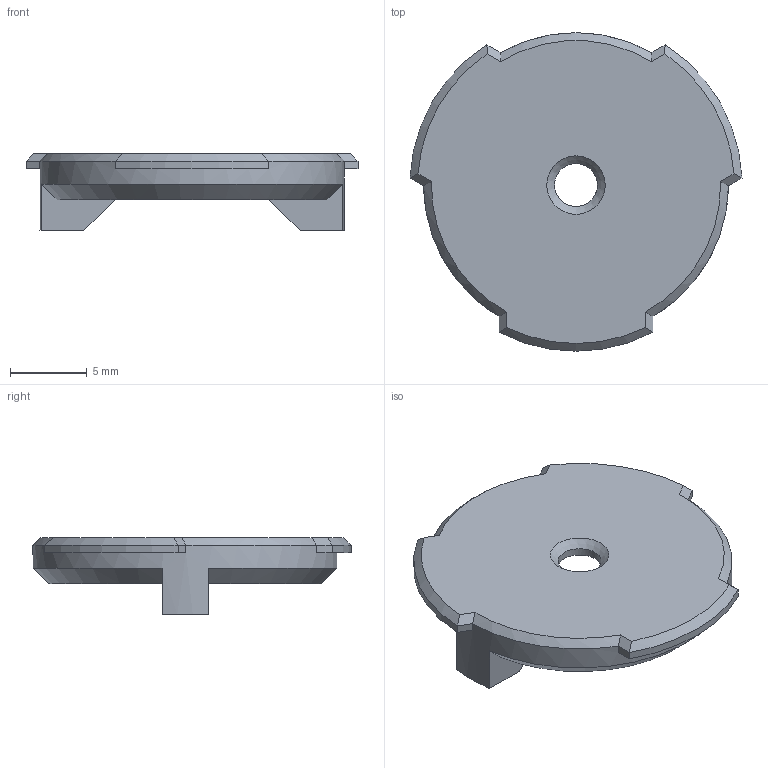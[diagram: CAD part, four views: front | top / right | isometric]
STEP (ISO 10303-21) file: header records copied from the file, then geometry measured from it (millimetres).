
FILE_DESCRIPTION(/* description */ (''),/* implementation_level */ '2;1');
FILE_NAME(/* name */ 'kodakFunsaver_lensLock',/* time_stamp */ '2023-12-09T15:28:42-05:00',/* author */ ('George Moua'),/* organization */ ('Archive 663'),/* preprocessor_version */ 'ST-DEVELOPER v16.7',/* originating_system */ 'Solid Edge',/* authorisation */ 'Unknown');
FILE_SCHEMA (('AUTOMOTIVE_DESIGN {1 0 10303 214 3 1 1}'));
Length unit declared in the file: millimetre
Products named in the file (2): kodakFunsaver; kodakFunsaver_lensLock
Assembly tree (1 placements, depth 2):
  kodakFunsaver
    kodakFunsaver_lensLock
Bounding box: 21.58 x 20.7 x 5 mm (x, y, z)
Volume: 832 mm3; surface area: 868.1 mm2
Topology: 1 solids, 1 shells, 41 faces, 106 edges, 66 vertices
Faces by surface type: plane 24, cone 11, cylinder 5, bspline 1
Full cylindrical faces by diameter (mm): 2.8 x1, 19.8 x1
Entity records: 1348 total; most frequent: CARTESIAN_POINT 372, ORIENTED_EDGE 198, DIRECTION 182, EDGE_CURVE 99, AXIS2_PLACEMENT_3D 70, VERTEX_POINT 63, EDGE_LOOP 46, FACE_BOUND 46
